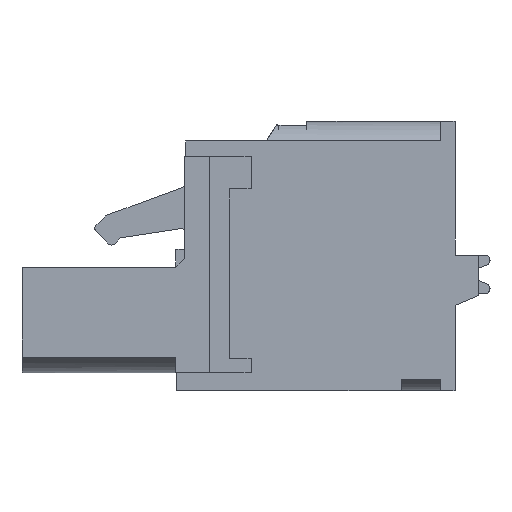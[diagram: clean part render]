
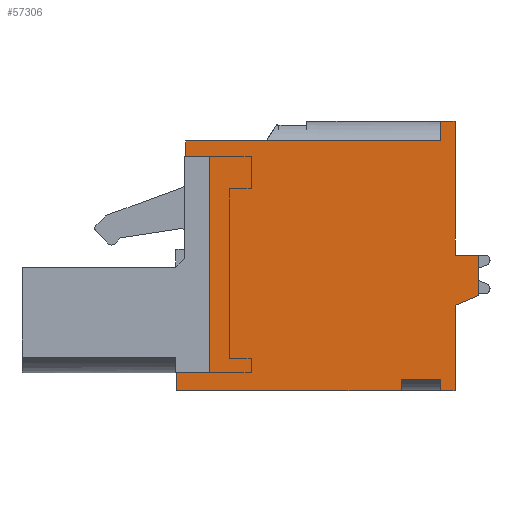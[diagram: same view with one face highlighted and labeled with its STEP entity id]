
A CAD part, left-side view. The second image highlights one B-rep face of the part: STEP entity #57306.
In plain terms, the highlighted planar face has unit normal (-1, 0, 0).
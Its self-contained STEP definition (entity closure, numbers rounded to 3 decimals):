
#5478=ORIENTED_EDGE('',*,*,#21793,.T.);
#5479=ORIENTED_EDGE('',*,*,#18825,.T.);
#5480=ORIENTED_EDGE('',*,*,#20243,.T.);
#5481=ORIENTED_EDGE('',*,*,#19752,.T.);
#5482=ORIENTED_EDGE('',*,*,#21794,.T.);
#5483=ORIENTED_EDGE('',*,*,#19562,.T.);
#5484=ORIENTED_EDGE('',*,*,#20113,.F.);
#5485=ORIENTED_EDGE('',*,*,#19950,.F.);
#5486=ORIENTED_EDGE('',*,*,#21795,.T.);
#5487=ORIENTED_EDGE('',*,*,#21777,.T.);
#5488=ORIENTED_EDGE('',*,*,#21796,.T.);
#5489=ORIENTED_EDGE('',*,*,#21797,.F.);
#5490=ORIENTED_EDGE('',*,*,#19080,.T.);
#5491=ORIENTED_EDGE('',*,*,#21798,.T.);
#5492=ORIENTED_EDGE('',*,*,#21799,.T.);
#5493=ORIENTED_EDGE('',*,*,#21800,.F.);
#5494=ORIENTED_EDGE('',*,*,#21801,.F.);
#5495=ORIENTED_EDGE('',*,*,#20064,.T.);
#18825=EDGE_CURVE('',#27331,#27330,#32928,.T.);
#19080=EDGE_CURVE('',#27586,#27585,#33183,.T.);
#19562=EDGE_CURVE('',#28068,#28067,#33575,.T.);
#19752=EDGE_CURVE('',#28258,#28257,#33765,.T.);
#19950=EDGE_CURVE('',#28454,#28455,#33963,.T.);
#20064=EDGE_CURVE('',#28569,#28568,#34077,.T.);
#20113=EDGE_CURVE('',#28455,#28067,#34111,.T.);
#20243=EDGE_CURVE('',#27330,#28258,#34241,.T.);
#21777=EDGE_CURVE('',#29668,#29667,#35374,.T.);
#21793=EDGE_CURVE('',#28568,#27331,#35380,.T.);
#21794=EDGE_CURVE('',#28257,#28068,#35381,.T.);
#21795=EDGE_CURVE('',#28454,#29668,#35382,.T.);
#21796=EDGE_CURVE('',#29667,#29676,#35383,.T.);
#21797=EDGE_CURVE('',#27586,#29676,#35384,.T.);
#21798=EDGE_CURVE('',#27585,#29677,#35385,.T.);
#21799=EDGE_CURVE('',#29677,#29678,#35386,.T.);
#21800=EDGE_CURVE('',#29679,#29678,#35387,.T.);
#21801=EDGE_CURVE('',#28569,#29679,#35388,.T.);
#27330=VERTEX_POINT('',#79263);
#27331=VERTEX_POINT('',#79265);
#27585=VERTEX_POINT('',#79774);
#27586=VERTEX_POINT('',#79776);
#28067=VERTEX_POINT('',#80762);
#28068=VERTEX_POINT('',#80764);
#28257=VERTEX_POINT('',#81143);
#28258=VERTEX_POINT('',#81145);
#28454=VERTEX_POINT('',#81539);
#28455=VERTEX_POINT('',#81541);
#28568=VERTEX_POINT('',#81768);
#28569=VERTEX_POINT('',#81770);
#29667=VERTEX_POINT('',#85170);
#29668=VERTEX_POINT('',#85172);
#29676=VERTEX_POINT('',#85204);
#29677=VERTEX_POINT('',#85207);
#29678=VERTEX_POINT('',#85209);
#29679=VERTEX_POINT('',#85211);
#32928=LINE('',#79264,#40379);
#33183=LINE('',#79775,#40634);
#33575=LINE('',#80763,#41026);
#33765=LINE('',#81144,#41216);
#33963=LINE('',#81540,#41414);
#34077=LINE('',#81769,#41528);
#34111=LINE('',#81866,#41562);
#34241=LINE('',#82083,#41692);
#35374=LINE('',#85171,#42825);
#35380=LINE('',#85200,#42831);
#35381=LINE('',#85201,#42832);
#35382=LINE('',#85202,#42833);
#35383=LINE('',#85203,#42834);
#35384=LINE('',#85205,#42835);
#35385=LINE('',#85206,#42836);
#35386=LINE('',#85208,#42837);
#35387=LINE('',#85210,#42838);
#35388=LINE('',#85212,#42839);
#40379=VECTOR('',#63818,1000.);
#40634=VECTOR('',#64075,1000.);
#41026=VECTOR('',#64695,1000.);
#41216=VECTOR('',#64887,1000.);
#41414=VECTOR('',#65087,1000.);
#41528=VECTOR('',#65203,1000.);
#41562=VECTOR('',#65287,1000.);
#41692=VECTOR('',#65419,1000.);
#42825=VECTOR('',#68176,1000.);
#42831=VECTOR('',#68212,1000.);
#42832=VECTOR('',#68213,1000.);
#42833=VECTOR('',#68214,1000.);
#42834=VECTOR('',#68215,1000.);
#42835=VECTOR('',#68216,1000.);
#42836=VECTOR('',#68217,1000.);
#42837=VECTOR('',#68218,1000.);
#42838=VECTOR('',#68219,1000.);
#42839=VECTOR('',#68220,1000.);
#48360=EDGE_LOOP('',(#5478,#5479,#5480,#5481,#5482,#5483,#5484,#5485,#5486,
#5487,#5488,#5489,#5490,#5491,#5492,#5493,#5494,#5495));
#51631=FACE_BOUND('',#48360,.T.);
#54708=PLANE('',#60739);
#57306=ADVANCED_FACE('',(#51631),#54708,.T.);
#60739=AXIS2_PLACEMENT_3D('',#85199,#68210,#68211);
#63818=DIRECTION('',(0.,1.,0.));
#64075=DIRECTION('',(0.,0.,1.));
#64695=DIRECTION('',(0.,1.,0.));
#64887=DIRECTION('',(0.,-1.,0.));
#65087=DIRECTION('',(0.,1.,0.));
#65203=DIRECTION('',(0.,1.,0.));
#65287=DIRECTION('',(0.,0.,1.));
#65419=DIRECTION('',(0.,0.,-1.));
#68176=DIRECTION('',(0.,-1.,0.));
#68210=DIRECTION('',(-1.,0.,0.));
#68211=DIRECTION('',(0.,0.,1.));
#68212=DIRECTION('',(0.,0.,-1.));
#68213=DIRECTION('',(0.,0.,-1.));
#68214=DIRECTION('',(0.,0.,1.));
#68215=DIRECTION('',(0.,0.,-1.));
#68216=DIRECTION('',(0.,1.,0.));
#68217=DIRECTION('',(0.,-0.921,0.39));
#68218=DIRECTION('',(0.,0.,1.));
#68219=DIRECTION('',(0.,-1.,0.));
#68220=DIRECTION('',(0.,0.,-1.));
#79263=CARTESIAN_POINT('',(-55.88,7.9,6.4));
#79264=CARTESIAN_POINT('',(-55.88,3.4,6.4));
#79265=CARTESIAN_POINT('',(-55.88,-6.3,6.4));
#79774=CARTESIAN_POINT('',(-55.88,-7.1,-2.75));
#79775=CARTESIAN_POINT('',(-55.88,-7.1,-7.5));
#79776=CARTESIAN_POINT('',(-55.88,-7.1,-7.5));
#80762=CARTESIAN_POINT('',(-55.88,8.4,-6.5));
#80763=CARTESIAN_POINT('',(-55.88,8.4,-6.5));
#80764=CARTESIAN_POINT('',(-55.88,6.57,-6.5));
#81143=CARTESIAN_POINT('',(-55.88,6.57,5.55));
#81144=CARTESIAN_POINT('',(-55.88,7.9,5.55));
#81145=CARTESIAN_POINT('',(-55.88,7.9,5.55));
#81539=CARTESIAN_POINT('',(-55.88,-4.1,-7.5));
#81540=CARTESIAN_POINT('',(-55.88,-8.4,-7.5));
#81541=CARTESIAN_POINT('',(-55.88,8.4,-7.5));
#81768=CARTESIAN_POINT('',(-55.88,-6.3,7.5));
#81769=CARTESIAN_POINT('',(-55.88,-8.4,7.5));
#81770=CARTESIAN_POINT('',(-55.88,-7.1,7.5));
#81866=CARTESIAN_POINT('',(-55.88,8.4,-7.5));
#82083=CARTESIAN_POINT('',(-55.88,7.9,6.4));
#85170=CARTESIAN_POINT('',(-55.88,-6.3,-6.9));
#85171=CARTESIAN_POINT('',(-55.88,-4.1,-6.9));
#85172=CARTESIAN_POINT('',(-55.88,-4.1,-6.9));
#85199=CARTESIAN_POINT('',(-55.88,-8.4,-7.5));
#85200=CARTESIAN_POINT('',(-55.88,-6.3,7.701));
#85201=CARTESIAN_POINT('',(-55.88,6.57,5.55));
#85202=CARTESIAN_POINT('',(-55.88,-4.1,-7.5));
#85203=CARTESIAN_POINT('',(-55.88,-6.3,-6.9));
#85204=CARTESIAN_POINT('',(-55.88,-6.3,-7.5));
#85205=CARTESIAN_POINT('',(-55.88,-8.4,-7.5));
#85206=CARTESIAN_POINT('',(-55.88,-7.1,-2.75));
#85207=CARTESIAN_POINT('',(-55.88,-8.4,-2.2));
#85208=CARTESIAN_POINT('',(-55.88,-8.4,-7.5));
#85209=CARTESIAN_POINT('',(-55.88,-8.4,0.05));
#85210=CARTESIAN_POINT('',(-55.88,-8.4,0.05));
#85211=CARTESIAN_POINT('',(-55.88,-7.1,0.05));
#85212=CARTESIAN_POINT('',(-55.88,-7.1,7.5));
